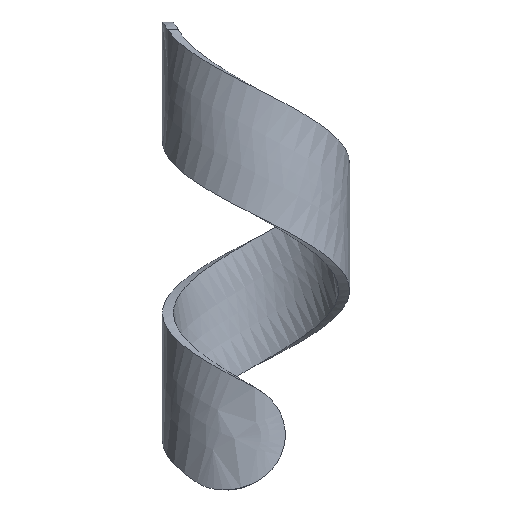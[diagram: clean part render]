
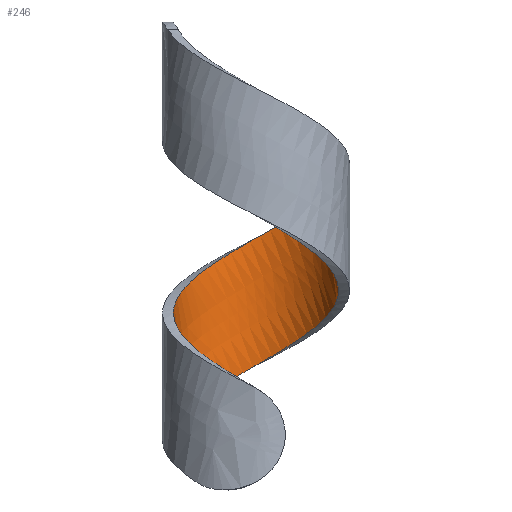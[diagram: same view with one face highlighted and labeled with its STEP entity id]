
A CAD part, front view. The second image highlights one B-rep face of the part: STEP entity #246.
In plain terms, the highlighted free-form (B-spline) face has degree [2, 1] with [5, 2] control points.
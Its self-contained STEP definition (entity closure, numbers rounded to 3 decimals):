
#21 = EDGE_CURVE('',#22,#24,#26,.T.);
#22 = VERTEX_POINT('',#23);
#23 = CARTESIAN_POINT('',(10.531,0.,
    -34.228));
#24 = VERTEX_POINT('',#25);
#25 = CARTESIAN_POINT('',(10.531,0.,
    -18.015));
#26 = B_SPLINE_CURVE_WITH_KNOTS('',1,(#27,#28),.UNSPECIFIED.,.F.,.F.,(2,
    2),(40.623,52.17),.PIECEWISE_BEZIER_KNOTS.);
#27 = CARTESIAN_POINT('',(10.531,0.,-34.228));
#28 = CARTESIAN_POINT('',(10.531,0.,-18.015));
#206 = VERTEX_POINT('',#207);
#207 = CARTESIAN_POINT('',(-10.531,0.,
    -37.115));
#224 = EDGE_CURVE('',#225,#206,#227,.T.);
#225 = VERTEX_POINT('',#226);
#226 = CARTESIAN_POINT('',(-10.531,0.,
    -53.328));
#227 = B_SPLINE_CURVE_WITH_KNOTS('',1,(#228,#229),.UNSPECIFIED.,.F.,.F.,
  (2,2),(27.02,38.567),.PIECEWISE_BEZIER_KNOTS.);
#228 = CARTESIAN_POINT('',(-10.531,0.,
    -53.328));
#229 = CARTESIAN_POINT('',(-10.531,0.,
    -37.115));
#246 = ADVANCED_FACE('',(#247),#316,.F.);
#247 = FACE_BOUND('',#248,.F.);
#248 = EDGE_LOOP('',(#249,#281,#282,#315));
#249 = ORIENTED_EDGE('',*,*,#250,.F.);
#250 = EDGE_CURVE('',#24,#206,#251,.T.);
#251 = B_SPLINE_CURVE_WITH_KNOTS('',3,(#252,#253,#254,#255,#256,#257,
    #258,#259,#260,#261,#262,#263,#264,#265,#266,#267,#268,#269,#270,
    #271,#272,#273,#274,#275,#276,#277,#278,#279,#280),.UNSPECIFIED.,.F.
  ,.F.,(4,2,1,1,1,1,1,2,2,2,2,2,2,2,2,2,4),(0.374,
    0.374,0.374,0.375,0.375,
    0.377,0.38,0.385,0.396,
    0.418,0.462,0.505,0.549,
    0.593,0.637,0.68,0.724),
  .UNSPECIFIED.);
#252 = CARTESIAN_POINT('',(10.531,0.,
    -18.015));
#253 = CARTESIAN_POINT('',(10.531,0.004,
    -18.017));
#254 = CARTESIAN_POINT('',(10.531,0.013,
    -18.022));
#255 = CARTESIAN_POINT('',(10.531,0.026,
    -18.03));
#256 = CARTESIAN_POINT('',(10.531,0.046,
    -18.041));
#257 = CARTESIAN_POINT('',(10.53,0.091,
    -18.067));
#258 = CARTESIAN_POINT('',(10.529,0.182,
    -18.12));
#259 = CARTESIAN_POINT('',(10.525,0.364,
    -18.225));
#260 = CARTESIAN_POINT('',(10.509,0.726,
    -18.434));
#261 = CARTESIAN_POINT('',(10.482,1.035,
    -18.613));
#262 = CARTESIAN_POINT('',(10.409,1.648,
    -18.97));
#263 = CARTESIAN_POINT('',(10.337,2.052,
    -19.206));
#264 = CARTESIAN_POINT('',(10.053,3.241,
    -19.912));
#265 = CARTESIAN_POINT('',(9.773,4.002,-20.377
    ));
#266 = CARTESIAN_POINT('',(8.703,6.14,-21.757)
  );
#267 = CARTESIAN_POINT('',(7.679,7.365,-22.657)
  );
#268 = CARTESIAN_POINT('',(5.28,9.238,-24.414
    ));
#269 = CARTESIAN_POINT('',(3.906,9.886,-25.272
    ));
#270 = CARTESIAN_POINT('',(1.088,10.574,-26.947
    ));
#271 = CARTESIAN_POINT('',(-0.354,10.615,
    -27.763));
#272 = CARTESIAN_POINT('',(-3.074,10.166,
    -29.355));
#273 = CARTESIAN_POINT('',(-4.351,9.678,
    -30.13));
#274 = CARTESIAN_POINT('',(-6.585,8.321,
    -31.639));
#275 = CARTESIAN_POINT('',(-7.541,7.453,
    -32.373));
#276 = CARTESIAN_POINT('',(-9.061,5.506,
    -33.799));
#277 = CARTESIAN_POINT('',(-9.625,4.428,
    -34.491));
#278 = CARTESIAN_POINT('',(-10.359,2.221,
    -35.834));
#279 = CARTESIAN_POINT('',(-10.531,1.092,
    -36.485));
#280 = CARTESIAN_POINT('',(-10.531,0.,
    -37.115));
#281 = ORIENTED_EDGE('',*,*,#21,.F.);
#282 = ORIENTED_EDGE('',*,*,#283,.F.);
#283 = EDGE_CURVE('',#225,#22,#284,.T.);
#284 = B_SPLINE_CURVE_WITH_KNOTS('',3,(#285,#286,#287,#288,#289,#290,
    #291,#292,#293,#294,#295,#296,#297,#298,#299,#300,#301,#302,#303,
    #304,#305,#306,#307,#308,#309,#310,#311,#312,#313,#314),
  .UNSPECIFIED.,.F.,.F.,(4,2,2,2,2,2,2,2,2,2,2,1,1,1,1,2,4),(
    0.115,0.168,0.22,0.273,
    0.326,0.379,0.432,0.484,
    0.497,0.511,0.524,0.53,
    0.534,0.535,0.536,0.537,
    0.537),.UNSPECIFIED.);
#285 = CARTESIAN_POINT('',(-10.531,0.,
    -53.328));
#286 = CARTESIAN_POINT('',(-10.531,1.42,-52.508
    ));
#287 = CARTESIAN_POINT('',(-10.24,2.834,
    -51.692));
#288 = CARTESIAN_POINT('',(-9.135,5.425,
    -50.065));
#289 = CARTESIAN_POINT('',(-8.322,6.602,
    -49.255));
#290 = CARTESIAN_POINT('',(-6.313,8.544,-47.642
    ));
#291 = CARTESIAN_POINT('',(-5.118,9.307,
    -46.839));
#292 = CARTESIAN_POINT('',(-2.537,10.314,
    -45.24));
#293 = CARTESIAN_POINT('',(-1.152,10.557,
    -44.443));
#294 = CARTESIAN_POINT('',(1.594,10.5,
    -42.858));
#295 = CARTESIAN_POINT('',(2.955,10.199,-42.068
    ));
#296 = CARTESIAN_POINT('',(5.452,9.112,-40.495
    ));
#297 = CARTESIAN_POINT('',(6.588,8.326,-39.713)
  );
#298 = CARTESIAN_POINT('',(8.475,6.395,-38.154
    ));
#299 = CARTESIAN_POINT('',(9.226,5.251,-37.378
    ));
#300 = CARTESIAN_POINT('',(9.864,3.704,-36.412
    ));
#301 = CARTESIAN_POINT('',(9.976,3.389,-36.219)
  );
#302 = CARTESIAN_POINT('',(10.171,2.75,-35.833)
  );
#303 = CARTESIAN_POINT('',(10.258,2.408,
    -35.63));
#304 = CARTESIAN_POINT('',(10.394,1.728,
    -35.229));
#305 = CARTESIAN_POINT('',(10.445,1.384,
    -35.029));
#306 = CARTESIAN_POINT('',(10.496,0.866,
    -34.728));
#307 = CARTESIAN_POINT('',(10.516,0.607,
    -34.578));
#308 = CARTESIAN_POINT('',(10.527,0.304,-34.403
    ));
#309 = CARTESIAN_POINT('',(10.53,0.152,-34.315
    ));
#310 = CARTESIAN_POINT('',(10.531,0.076,
    -34.272));
#311 = CARTESIAN_POINT('',(10.531,0.043,
    -34.253));
#312 = CARTESIAN_POINT('',(10.531,0.022,
    -34.24));
#313 = CARTESIAN_POINT('',(10.531,0.009,
    -34.233));
#314 = CARTESIAN_POINT('',(10.531,0.,
    -34.228));
#315 = ORIENTED_EDGE('',*,*,#224,.T.);
#316 = ( BOUNDED_SURFACE() B_SPLINE_SURFACE(2,1,(
    (#317,#318)
    ,(#319,#320)
    ,(#321,#322)
    ,(#323,#324)
,(#325,#326
    )),.UNSPECIFIED.,.F.,.F.,.F.) B_SPLINE_SURFACE_WITH_KNOTS((3,2,3),(2
    ,2),(0.,1.571,3.142),(
    27.02,52.17),.UNSPECIFIED.) 
GEOMETRIC_REPRESENTATION_ITEM() RATIONAL_B_SPLINE_SURFACE((
    (1.,1.)
    ,(0.707,0.707)
    ,(1.,1.)
    ,(0.707,0.707)
,(1.,1.))) REPRESENTATION_ITEM('') SURFACE() );
#317 = CARTESIAN_POINT('',(10.531,0.,
    -53.328));
#318 = CARTESIAN_POINT('',(10.531,0.,
    -18.015));
#319 = CARTESIAN_POINT('',(10.531,10.531,
    -53.328));
#320 = CARTESIAN_POINT('',(10.531,10.531,
    -18.015));
#321 = CARTESIAN_POINT('',(0.,10.531,
    -53.328));
#322 = CARTESIAN_POINT('',(0.,10.531,
    -18.015));
#323 = CARTESIAN_POINT('',(-10.531,10.531,
    -53.328));
#324 = CARTESIAN_POINT('',(-10.531,10.531,
    -18.015));
#325 = CARTESIAN_POINT('',(-10.531,0.,
    -53.328));
#326 = CARTESIAN_POINT('',(-10.531,0.,
    -18.015));
